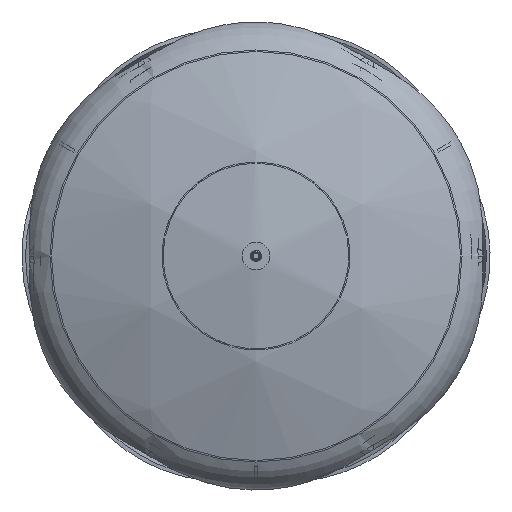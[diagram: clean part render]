
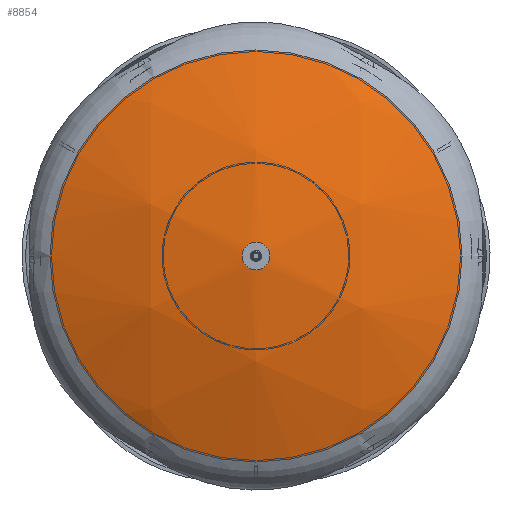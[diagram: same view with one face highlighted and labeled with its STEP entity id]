
A CAD part, front view. The second image highlights one B-rep face of the part: STEP entity #8854.
In plain terms, the highlighted spherical face has radius 839.856 mm.
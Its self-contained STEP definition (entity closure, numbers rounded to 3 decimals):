
#406 = EDGE_LOOP ( 'NONE', ( #5327 ) ) ;
#1363 = VERTEX_POINT ( 'NONE', #3734 ) ;
#2062 = AXIS2_PLACEMENT_3D ( 'NONE', #8477, #5543, #6629 ) ;
#2811 = AXIS2_PLACEMENT_3D ( 'NONE', #11697, #7723, #3824 ) ;
#2826 = VERTEX_POINT ( 'NONE', #5696 ) ;
#3460 = DIRECTION ( 'NONE',  ( -1., 0., 0. ) ) ;
#3734 = CARTESIAN_POINT ( 'NONE',  ( 0., 0.315, 23. ) ) ;
#3824 = DIRECTION ( 'NONE',  ( 0., 0., -1. ) ) ;
#5309 = FACE_OUTER_BOUND ( 'NONE', #6431, .T. ) ;
#5327 = ORIENTED_EDGE ( 'NONE', *, *, #8038, .T. ) ;
#5543 = DIRECTION ( 'NONE',  ( 0., 1., 0. ) ) ;
#5696 = CARTESIAN_POINT ( 'NONE',  ( 0., 71.843, -339.875 ) ) ;
#6431 = EDGE_LOOP ( 'NONE', ( #11506 ) ) ;
#6629 = DIRECTION ( 'NONE',  ( 0., 0., 1. ) ) ;
#7302 = SPHERICAL_SURFACE ( 'NONE', #10183, 839.856 ) ;
#7428 = CARTESIAN_POINT ( 'NONE',  ( 0., 839.856, 0. ) ) ;
#7508 = CIRCLE ( 'NONE', #2811, 339.875 ) ;
#7723 = DIRECTION ( 'NONE',  ( 0., -1., 0. ) ) ;
#8038 = EDGE_CURVE ( 'NONE', #1363, #1363, #9188, .T. ) ;
#8477 = CARTESIAN_POINT ( 'NONE',  ( 0., 0.315, 0. ) ) ;
#8854 = ADVANCED_FACE ( 'NONE', ( #5309, #10301 ), #7302, .T. ) ;
#9188 = CIRCLE ( 'NONE', #2062, 23. ) ;
#10183 = AXIS2_PLACEMENT_3D ( 'NONE', #7428, #11202, #3460 ) ;
#10301 = FACE_OUTER_BOUND ( 'NONE', #406, .T. ) ;
#10504 = EDGE_CURVE ( 'NONE', #2826, #2826, #7508, .T. ) ;
#11202 = DIRECTION ( 'NONE',  ( 0., 0., -1. ) ) ;
#11506 = ORIENTED_EDGE ( 'NONE', *, *, #10504, .T. ) ;
#11697 = CARTESIAN_POINT ( 'NONE',  ( 0., 71.843, 0. ) ) ;
